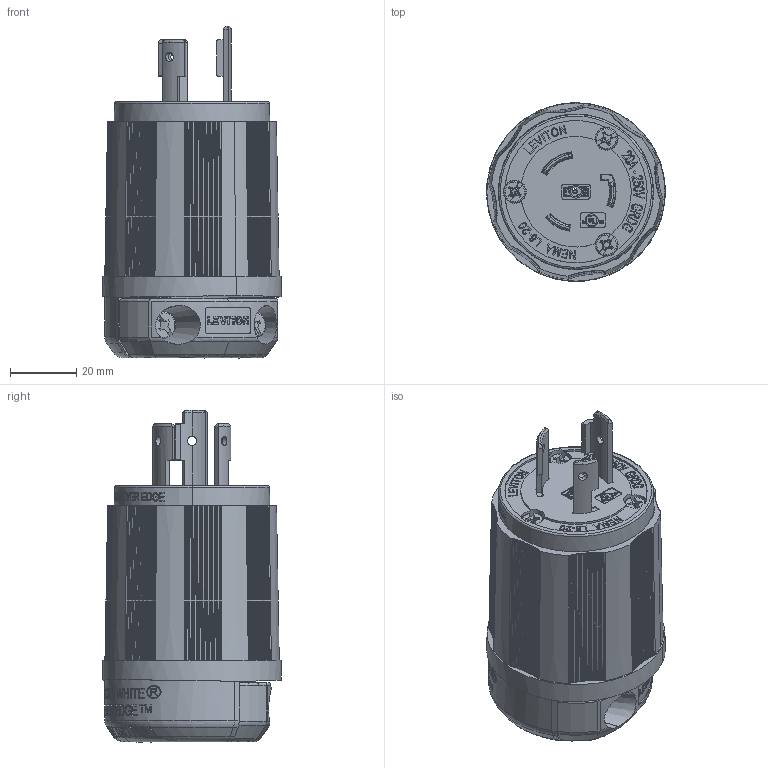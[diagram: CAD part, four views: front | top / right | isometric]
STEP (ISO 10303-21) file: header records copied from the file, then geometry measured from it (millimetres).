
FILE_DESCRIPTION (( 'STEP AP214' ), '1' );
FILE_NAME ('ORC5402-M01 cat 2321E.STEP', '2024-10-16T14:52:59', ( '' ), ( '' ), 'SwSTEP 2.0', 'SolidWorks 2024', '' );
FILE_SCHEMA (( 'AUTOMOTIVE_DESIGN' ));
Products named in the file (1): ORC5402-M01  cat 2321E
Bounding box: 53.79 x 53.82 x 100 mm (x, y, z)
Surface area: 23009.2 mm2 (no closed solid volume)
Topology: 0 solids, 19 shells, 1932 faces, 6917 edges, 4870 vertices
Faces by surface type: plane 906, bspline 677, cone 166, cylinder 144, torus 39
Entity records: 97279 total; most frequent: CARTESIAN_POINT 47152, ORIENTED_EDGE 11514, DIRECTION 7502, EDGE_CURVE 6917, VERTEX_POINT 4870, VECTOR 3414, LINE 3414, EDGE_LOOP 2131
